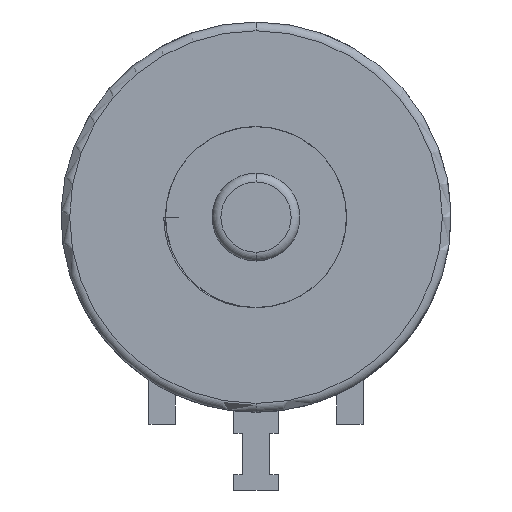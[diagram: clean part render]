
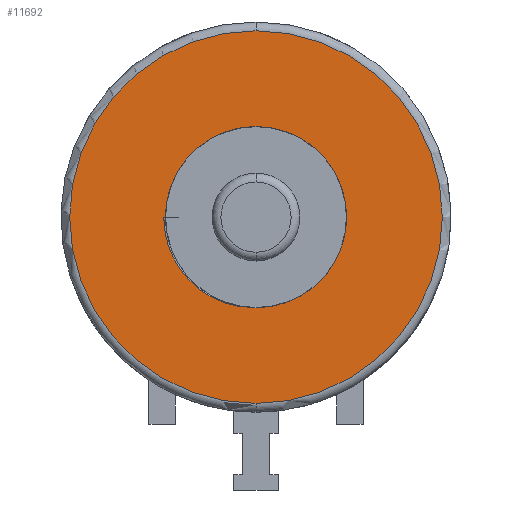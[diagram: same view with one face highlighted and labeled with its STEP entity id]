
A CAD part, front view. The second image highlights one B-rep face of the part: STEP entity #11692.
In plain terms, the highlighted planar face has unit normal (0, -1, 0).
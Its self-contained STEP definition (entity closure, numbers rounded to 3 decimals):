
#82 = DIRECTION ( 'NONE',  ( 0., -1., 0. ) ) ;
#561 = ORIENTED_EDGE ( 'NONE', *, *, #4458, .F. ) ;
#584 = CARTESIAN_POINT ( 'NONE',  ( 0., 20.63, -8.08 ) ) ;
#631 = CIRCLE ( 'NONE', #6818, 5.15 ) ;
#671 = CARTESIAN_POINT ( 'NONE',  ( -0.37, 20.63, -13.233 ) ) ;
#1374 = FACE_OUTER_BOUND ( 'NONE', #7508, .T. ) ;
#1419 = VERTEX_POINT ( 'NONE', #2367 ) ;
#1707 = CARTESIAN_POINT ( 'NONE',  ( -2.705, 20.63, -12.552 ) ) ;
#1747 = CARTESIAN_POINT ( 'NONE',  ( 0., 20.63, -8.08 ) ) ;
#1792 = CARTESIAN_POINT ( 'NONE',  ( -2.936, 20.63, -12.409 ) ) ;
#1879 = ORIENTED_EDGE ( 'NONE', *, *, #13215, .T. ) ;
#1940 = CARTESIAN_POINT ( 'NONE',  ( -0.096, 20.63, -13.229 ) ) ;
#2116 = CARTESIAN_POINT ( 'NONE',  ( -5.245, 20.63, -8.08 ) ) ;
#2293 = VECTOR ( 'NONE', #9114, 1000. ) ;
#2367 = CARTESIAN_POINT ( 'NONE',  ( 0., 20.63, -18.69 ) ) ;
#2537 = B_SPLINE_CURVE_WITH_KNOTS ( 'NONE', 3,
 ( #8484, #671, #12400, #5938, #6030, #15301, #11281, #1707, #1792, #15216, #9962, #5766, #16711, #8571, #7423, #12568, #4629, #16537 ),
 .UNSPECIFIED., .F., .F.,
 ( 4, 2, 2, 2, 2, 2, 2, 2, 4 ),
 ( 0.015, 0.016, 0.016, 0.017, 0.018, 0.019, 0.02, 0.021, 0.022 ),
 .UNSPECIFIED. ) ;
#2890 = CIRCLE ( 'NONE', #5154, 5.15 ) ;
#2931 = CARTESIAN_POINT ( 'NONE',  ( 0., 20.63, -8.08 ) ) ;
#3040 = CARTESIAN_POINT ( 'NONE',  ( -5.017, 20.63, -9.626 ) ) ;
#3118 = CARTESIAN_POINT ( 'NONE',  ( -5.247, 20.63, -8.343 ) ) ;
#3204 = ORIENTED_EDGE ( 'NONE', *, *, #9765, .F. ) ;
#3317 = DIRECTION ( 'NONE',  ( 0., -1., 0. ) ) ;
#3436 = CARTESIAN_POINT ( 'NONE',  ( 0., 20.63, -8.08 ) ) ;
#3710 = CARTESIAN_POINT ( 'NONE',  ( 0., 20.63, -13.23 ) ) ;
#4323 = DIRECTION ( 'NONE',  ( 0., 0., -1. ) ) ;
#4454 = CARTESIAN_POINT ( 'NONE',  ( -5.245, 20.63, -8.08 ) ) ;
#4458 = EDGE_CURVE ( 'NONE', #7948, #10683, #15700, .T. ) ;
#4629 = CARTESIAN_POINT ( 'NONE',  ( -4.937, 20.63, -9.886 ) ) ;
#5154 = AXIS2_PLACEMENT_3D ( 'NONE', #7597, #6036, #12753 ) ;
#5497 = ORIENTED_EDGE ( 'NONE', *, *, #15602, .F. ) ;
#5561 = EDGE_CURVE ( 'NONE', #13658, #1419, #13053, .T. ) ;
#5766 = CARTESIAN_POINT ( 'NONE',  ( -3.965, 20.63, -11.516 ) ) ;
#5806 = DIRECTION ( 'NONE',  ( 0., -1., 0. ) ) ;
#5938 = CARTESIAN_POINT ( 'NONE',  ( -1.182, 20.63, -13.134 ) ) ;
#6030 = CARTESIAN_POINT ( 'NONE',  ( -1.447, 20.63, -13.072 ) ) ;
#6036 = DIRECTION ( 'NONE',  ( 0., -1., 0. ) ) ;
#6086 = DIRECTION ( 'NONE',  ( 0., -1., 0. ) ) ;
#6225 = EDGE_LOOP ( 'NONE', ( #16259, #3204, #5497, #561, #1879, #15302 ) ) ;
#6757 = B_SPLINE_CURVE_WITH_KNOTS ( 'NONE', 3,
 ( #3040, #7158, #11445, #11105, #3118, #4454 ),
 .UNSPECIFIED., .F., .F.,
 ( 4, 2, 4 ),
 ( 0.022, 0.022, 0.023 ),
 .UNSPECIFIED. ) ;
#6818 = AXIS2_PLACEMENT_3D ( 'NONE', #584, #3317, #13284 ) ;
#6983 = DIRECTION ( 'NONE',  ( 0., -1., 0. ) ) ;
#7013 = CARTESIAN_POINT ( 'NONE',  ( 0., 20.63, 2.53 ) ) ;
#7158 = CARTESIAN_POINT ( 'NONE',  ( -5.094, 20.63, -9.377 ) ) ;
#7423 = CARTESIAN_POINT ( 'NONE',  ( -4.597, 20.63, -10.626 ) ) ;
#7508 = EDGE_LOOP ( 'NONE', ( #12904, #7911 ) ) ;
#7597 = CARTESIAN_POINT ( 'NONE',  ( 0., 20.63, -8.08 ) ) ;
#7911 = ORIENTED_EDGE ( 'NONE', *, *, #5561, .T. ) ;
#7948 = VERTEX_POINT ( 'NONE', #1940 ) ;
#8040 = FACE_BOUND ( 'NONE', #6225, .T. ) ;
#8484 = CARTESIAN_POINT ( 'NONE',  ( -0.096, 20.63, -13.229 ) ) ;
#8561 = EDGE_CURVE ( 'NONE', #9292, #10443, #6757, .T. ) ;
#8571 = CARTESIAN_POINT ( 'NONE',  ( -4.455, 20.63, -10.863 ) ) ;
#8874 = AXIS2_PLACEMENT_3D ( 'NONE', #3436, #6086, #10022 ) ;
#9070 = VERTEX_POINT ( 'NONE', #9759 ) ;
#9114 = DIRECTION ( 'NONE',  ( -1., 0., 0. ) ) ;
#9292 = VERTEX_POINT ( 'NONE', #14809 ) ;
#9759 = CARTESIAN_POINT ( 'NONE',  ( 0., 20.63, -2.93 ) ) ;
#9765 = EDGE_CURVE ( 'NONE', #9070, #12276, #2890, .T. ) ;
#9844 = CIRCLE ( 'NONE', #12071, 10.61 ) ;
#9962 = CARTESIAN_POINT ( 'NONE',  ( -3.585, 20.63, -11.904 ) ) ;
#10022 = DIRECTION ( 'NONE',  ( 0., 0., -1. ) ) ;
#10443 = VERTEX_POINT ( 'NONE', #2116 ) ;
#10683 = VERTEX_POINT ( 'NONE', #3710 ) ;
#11105 = CARTESIAN_POINT ( 'NONE',  ( -5.228, 20.63, -8.603 ) ) ;
#11281 = CARTESIAN_POINT ( 'NONE',  ( -2.222, 20.63, -12.799 ) ) ;
#11445 = CARTESIAN_POINT ( 'NONE',  ( -5.152, 20.63, -9.12 ) ) ;
#11692 = ADVANCED_FACE ( 'NONE', ( #8040, #1374 ), #12044, .T. ) ;
#12044 = PLANE ( 'NONE',  #12393 ) ;
#12071 = AXIS2_PLACEMENT_3D ( 'NONE', #16042, #82, #13231 ) ;
#12276 = VERTEX_POINT ( 'NONE', #14964 ) ;
#12393 = AXIS2_PLACEMENT_3D ( 'NONE', #2931, #6983, #15284 ) ;
#12400 = CARTESIAN_POINT ( 'NONE',  ( -0.645, 20.63, -13.214 ) ) ;
#12568 = CARTESIAN_POINT ( 'NONE',  ( -4.837, 20.63, -10.138 ) ) ;
#12753 = DIRECTION ( 'NONE',  ( 0., 0., -1. ) ) ;
#12904 = ORIENTED_EDGE ( 'NONE', *, *, #14739, .T. ) ;
#13053 = CIRCLE ( 'NONE', #8874, 10.61 ) ;
#13215 = EDGE_CURVE ( 'NONE', #7948, #9292, #2537, .T. ) ;
#13231 = DIRECTION ( 'NONE',  ( 0., 0., -1. ) ) ;
#13284 = DIRECTION ( 'NONE',  ( 0., 0., -1. ) ) ;
#13658 = VERTEX_POINT ( 'NONE', #7013 ) ;
#14715 = LINE ( 'NONE', #17070, #2293 ) ;
#14739 = EDGE_CURVE ( 'NONE', #1419, #13658, #9844, .T. ) ;
#14809 = CARTESIAN_POINT ( 'NONE',  ( -5.017, 20.63, -9.626 ) ) ;
#14964 = CARTESIAN_POINT ( 'NONE',  ( -5.15, 20.63, -8.08 ) ) ;
#15153 = AXIS2_PLACEMENT_3D ( 'NONE', #1747, #5806, #4323 ) ;
#15216 = CARTESIAN_POINT ( 'NONE',  ( -3.377, 20.63, -12.085 ) ) ;
#15284 = DIRECTION ( 'NONE',  ( 0., 0., -1. ) ) ;
#15301 = CARTESIAN_POINT ( 'NONE',  ( -1.968, 20.63, -12.904 ) ) ;
#15302 = ORIENTED_EDGE ( 'NONE', *, *, #8561, .T. ) ;
#15359 = EDGE_CURVE ( 'NONE', #12276, #10443, #14715, .T. ) ;
#15602 = EDGE_CURVE ( 'NONE', #10683, #9070, #631, .T. ) ;
#15700 = CIRCLE ( 'NONE', #15153, 5.15 ) ;
#16042 = CARTESIAN_POINT ( 'NONE',  ( 0., 20.63, -8.08 ) ) ;
#16259 = ORIENTED_EDGE ( 'NONE', *, *, #15359, .F. ) ;
#16537 = CARTESIAN_POINT ( 'NONE',  ( -5.017, 20.63, -9.626 ) ) ;
#16711 = CARTESIAN_POINT ( 'NONE',  ( -4.139, 20.63, -11.308 ) ) ;
#17070 = CARTESIAN_POINT ( 'NONE',  ( 0., 20.63, -8.08 ) ) ;
